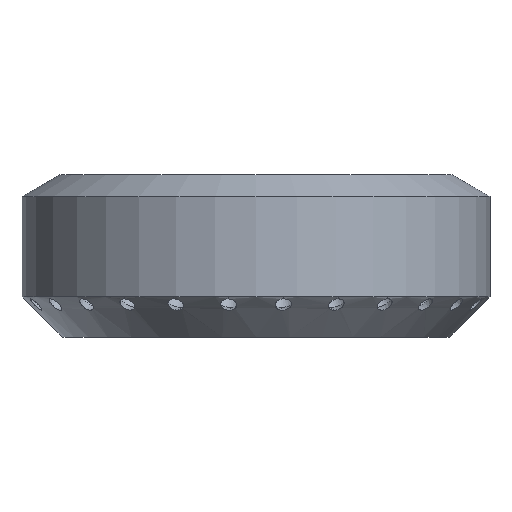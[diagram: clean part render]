
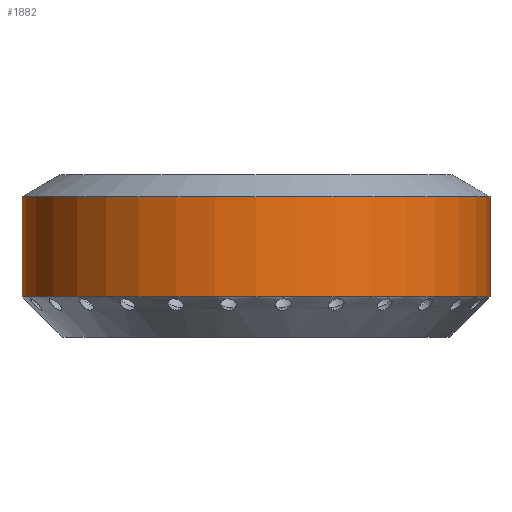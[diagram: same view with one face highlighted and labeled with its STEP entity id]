
A CAD part, front view. The second image highlights one B-rep face of the part: STEP entity #1882.
In plain terms, the highlighted cylindrical face has radius 17.5 mm (diameter 35 mm), a partial arc.
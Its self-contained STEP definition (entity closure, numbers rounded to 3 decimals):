
#117 = VECTOR ( 'NONE', #627, 1000. ) ;
#189 = CIRCLE ( 'NONE', #4023, 17.5 ) ;
#374 = CYLINDRICAL_SURFACE ( 'NONE', #1070, 17.5 ) ;
#388 = CARTESIAN_POINT ( 'NONE',  ( 0., 0., 1.5 ) ) ;
#429 = DIRECTION ( 'NONE',  ( -1., 0., 0. ) ) ;
#514 = FACE_OUTER_BOUND ( 'NONE', #2073, .T. ) ;
#627 = DIRECTION ( 'NONE',  ( 0., 0., -1. ) ) ;
#816 = DIRECTION ( 'NONE',  ( 1., 0., 0. ) ) ;
#925 = LINE ( 'NONE', #5302, #3806 ) ;
#1007 = VERTEX_POINT ( 'NONE', #3763 ) ;
#1042 = CIRCLE ( 'NONE', #5142, 17.5 ) ;
#1070 = AXIS2_PLACEMENT_3D ( 'NONE', #2877, #1263, #429 ) ;
#1231 = LINE ( 'NONE', #2223, #117 ) ;
#1263 = DIRECTION ( 'NONE',  ( 0., 0., -1. ) ) ;
#1283 = VERTEX_POINT ( 'NONE', #4970 ) ;
#1393 = EDGE_CURVE ( 'NONE', #3676, #3689, #189, .T. ) ;
#1492 = EDGE_CURVE ( 'NONE', #1283, #1007, #1042, .T. ) ;
#1523 = ORIENTED_EDGE ( 'NONE', *, *, #3308, .T. ) ;
#1867 = DIRECTION ( 'NONE',  ( 0., 0., -1. ) ) ;
#1882 = ADVANCED_FACE ( 'NONE', ( #514 ), #374, .T. ) ;
#2073 = EDGE_LOOP ( 'NONE', ( #3657, #4560, #1523, #2868 ) ) ;
#2223 = CARTESIAN_POINT ( 'NONE',  ( -17.5, 0., 6. ) ) ;
#2839 = DIRECTION ( 'NONE',  ( 0., 0., -1. ) ) ;
#2868 = ORIENTED_EDGE ( 'NONE', *, *, #1393, .T. ) ;
#2877 = CARTESIAN_POINT ( 'NONE',  ( 0., 0., 6. ) ) ;
#3244 = DIRECTION ( 'NONE',  ( 0., 0., 1. ) ) ;
#3280 = CARTESIAN_POINT ( 'NONE',  ( -17.5, 0., 1.5 ) ) ;
#3308 = EDGE_CURVE ( 'NONE', #1007, #3676, #1231, .T. ) ;
#3657 = ORIENTED_EDGE ( 'NONE', *, *, #4251, .F. ) ;
#3676 = VERTEX_POINT ( 'NONE', #3280 ) ;
#3689 = VERTEX_POINT ( 'NONE', #4123 ) ;
#3763 = CARTESIAN_POINT ( 'NONE',  ( -17.5, 0., 9. ) ) ;
#3806 = VECTOR ( 'NONE', #2839, 1000. ) ;
#4023 = AXIS2_PLACEMENT_3D ( 'NONE', #388, #3244, #816 ) ;
#4123 = CARTESIAN_POINT ( 'NONE',  ( 17.5, 0., 1.5 ) ) ;
#4251 = EDGE_CURVE ( 'NONE', #1283, #3689, #925, .T. ) ;
#4332 = CARTESIAN_POINT ( 'NONE',  ( 0., 0., 9. ) ) ;
#4560 = ORIENTED_EDGE ( 'NONE', *, *, #1492, .T. ) ;
#4752 = DIRECTION ( 'NONE',  ( 1., 0., 0. ) ) ;
#4970 = CARTESIAN_POINT ( 'NONE',  ( 17.5, 0., 9. ) ) ;
#5142 = AXIS2_PLACEMENT_3D ( 'NONE', #4332, #1867, #4752 ) ;
#5302 = CARTESIAN_POINT ( 'NONE',  ( 17.5, 0., 6. ) ) ;
